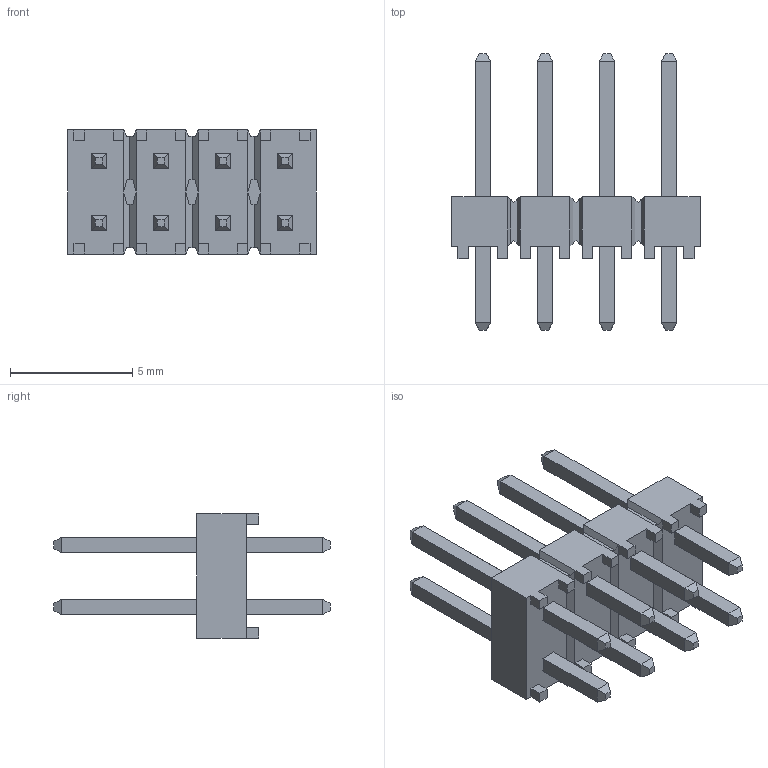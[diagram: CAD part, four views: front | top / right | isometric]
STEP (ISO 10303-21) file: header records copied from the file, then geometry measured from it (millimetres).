
FILE_DESCRIPTION( ( 'STEP AP214' ), ' ' );
FILE_NAME( 'TSW-104-23-T-D.stp', '2015-10-23T22:44:53', ( '' ), ( '' ), ' ', 'PARTsolutions', ' ' );
FILE_SCHEMA( ( 'AUTOMOTIVE_DESIGN { 1 0 10303 214 1 1 1 1 }' ) );
Length unit declared in the file: inch
Products named in the file (3): TSW-104-23-T-D; _TSW-104-23-T-D_body; _T-1S6-16-TSW-1-23-4-D
Assembly tree (2 placements, depth 2):
  TSW-104-23-T-D
    _TSW-104-23-T-D_body
    _T-1S6-16-TSW-1-23-4-D
Bounding box: 10.16 x 11.3 x 5.08 mm (x, y, z)
Volume: 133.8 mm3; surface area: 514 mm2
Topology: 2 solids, 2 shells, 324 faces, 806 edges, 496 vertices
Faces by surface type: plane 324
Entity records: 11948 total; most frequent: CARTESIAN_POINT 1629, ORIENTED_EDGE 1612, DIRECTION 1460, EDGE_CURVE 806, LINE 806, VECTOR 806, VERTEX_POINT 496, EDGE_LOOP 356
